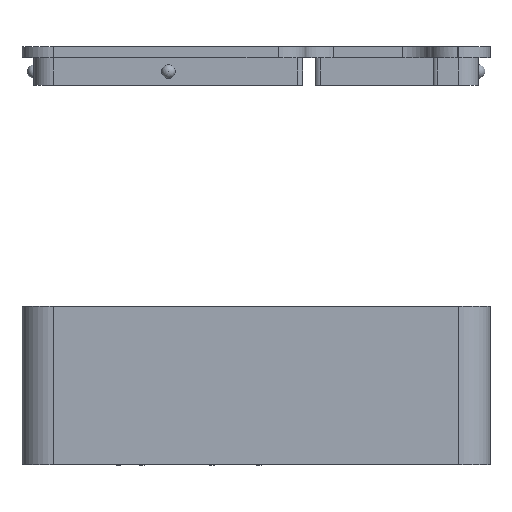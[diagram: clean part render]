
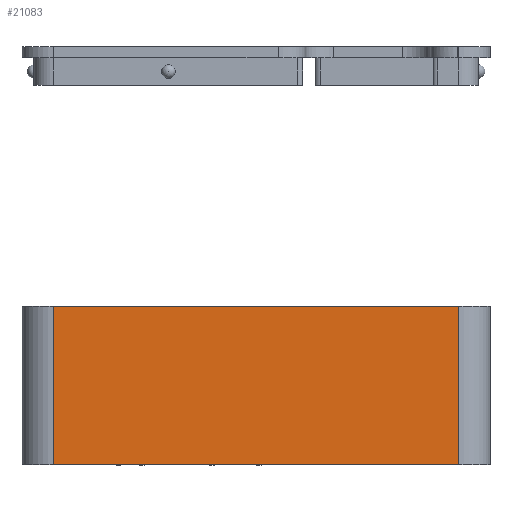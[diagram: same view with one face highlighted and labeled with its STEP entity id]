
A CAD part, front view. The second image highlights one B-rep face of the part: STEP entity #21083.
In plain terms, the highlighted planar face has unit normal (0, -1, 0).
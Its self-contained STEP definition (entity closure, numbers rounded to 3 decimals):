
#1356=PLANE('',#22583);
#2408=FACE_OUTER_BOUND('',#3653,.T.);
#3653=EDGE_LOOP('',(#19128,#19129,#19130,#19131));
#6350=LINE('',#34622,#8808);
#6355=LINE('',#34646,#8813);
#6356=LINE('',#34649,#8814);
#6357=LINE('',#34650,#8815);
#8808=VECTOR('',#27440,10.);
#8813=VECTOR('',#27475,10.);
#8814=VECTOR('',#27478,10.);
#8815=VECTOR('',#27479,10.);
#10786=VERTEX_POINT('',#34619);
#10787=VERTEX_POINT('',#34621);
#10791=VERTEX_POINT('',#34644);
#10792=VERTEX_POINT('',#34648);
#13610=EDGE_CURVE('',#10786,#10787,#6350,.T.);
#13622=EDGE_CURVE('',#10786,#10791,#6355,.T.);
#13623=EDGE_CURVE('',#10792,#10791,#6356,.T.);
#13624=EDGE_CURVE('',#10787,#10792,#6357,.T.);
#19128=ORIENTED_EDGE('',*,*,#13622,.T.);
#19129=ORIENTED_EDGE('',*,*,#13623,.F.);
#19130=ORIENTED_EDGE('',*,*,#13624,.F.);
#19131=ORIENTED_EDGE('',*,*,#13610,.F.);
#21083=ADVANCED_FACE('',(#2408),#1356,.T.);
#22583=AXIS2_PLACEMENT_3D('',#34647,#27476,#27477);
#27440=DIRECTION('',(-1.,0.,0.));
#27475=DIRECTION('',(0.,0.,1.));
#27476=DIRECTION('center_axis',(0.,-1.,0.));
#27477=DIRECTION('ref_axis',(1.,0.,0.));
#27478=DIRECTION('',(1.,0.,0.));
#27479=DIRECTION('',(0.,0.,1.));
#34619=CARTESIAN_POINT('',(46.,-1.4,-1.2));
#34621=CARTESIAN_POINT('',(2.,-1.4,-1.2));
#34622=CARTESIAN_POINT('',(2.,-1.4,-1.2));
#34644=CARTESIAN_POINT('',(46.,-1.4,16.));
#34646=CARTESIAN_POINT('',(46.,-1.4,0.));
#34647=CARTESIAN_POINT('Origin',(2.,-1.4,0.));
#34648=CARTESIAN_POINT('',(2.,-1.4,16.));
#34649=CARTESIAN_POINT('',(2.,-1.4,16.));
#34650=CARTESIAN_POINT('',(2.,-1.4,0.));
